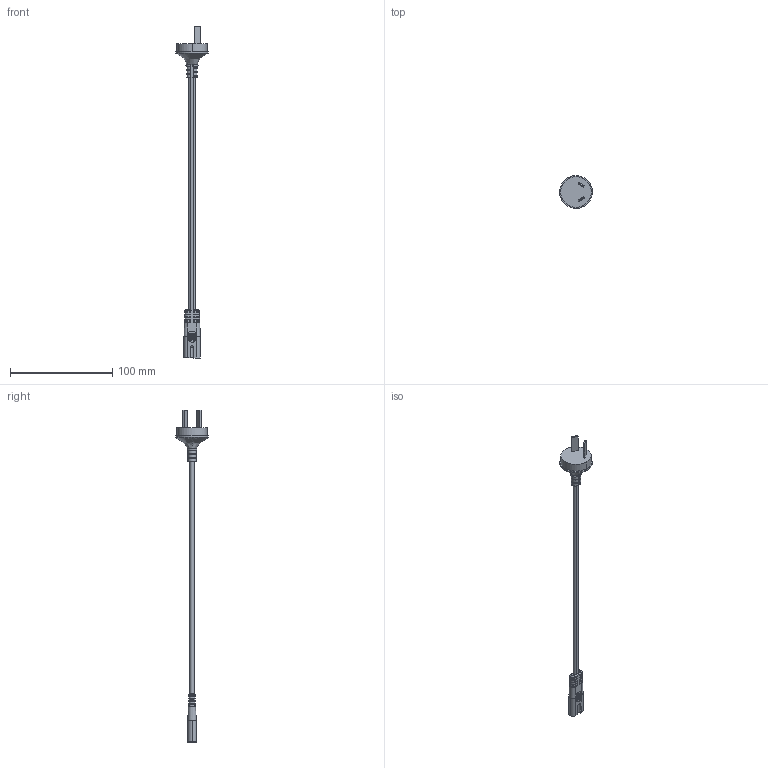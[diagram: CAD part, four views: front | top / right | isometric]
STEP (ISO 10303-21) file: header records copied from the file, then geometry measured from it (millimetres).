
FILE_DESCRIPTION (( 'STEP AP203' ), '1' );
FILE_NAME ('IPCIC7-2.5A-2M_3D.STEP', '2022-04-20T17:42:28', ( '' ), ( '' ), 'SwSTEP 2.0', 'SolidWorks 2021', '' );
FILE_SCHEMA (( 'CONFIG_CONTROL_DESIGN' ));
Length unit declared in the file: inch
Products named in the file (4): H05VVH2-F 2C Cord (for 44-420-02M); SF-131 TYPE I 2-BLADE (AUS) PWR PLUG; IPCIC7-2.5A-2M_3D; EN60320 C7
Assembly tree (3 placements, depth 2):
  IPCIC7-2.5A-2M_3D
    SF-131 TYPE I 2-BLADE (AUS) PWR PLUG
    H05VVH2-F 2C Cord (for 44-420-02M)
    EN60320 C7
Bounding box: 32 x 32 x 325.07 mm (x, y, z)
Volume: 20295.1 mm3; surface area: 11782.1 mm2
Topology: 3 solids, 3 shells, 254 faces, 801 edges, 529 vertices
Faces by surface type: plane 174, cylinder 68, torus 5, cone 3, bspline 2, sphere 2
Entity records: 10455 total; most frequent: CARTESIAN_POINT 3161, ORIENTED_EDGE 1594, DIRECTION 1295, EDGE_CURVE 797, VERTEX_POINT 527, VECTOR 507, LINE 507, AXIS2_PLACEMENT_3D 394
